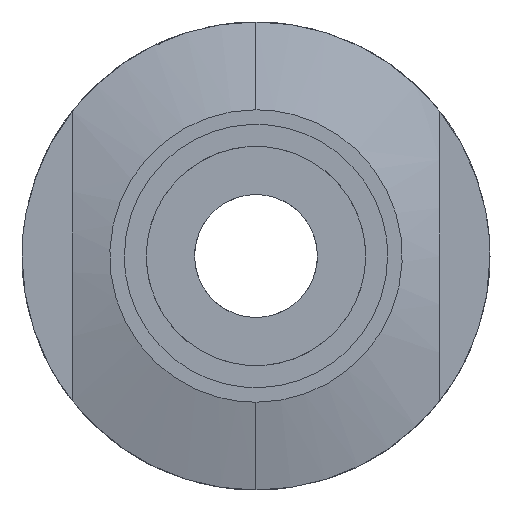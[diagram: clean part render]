
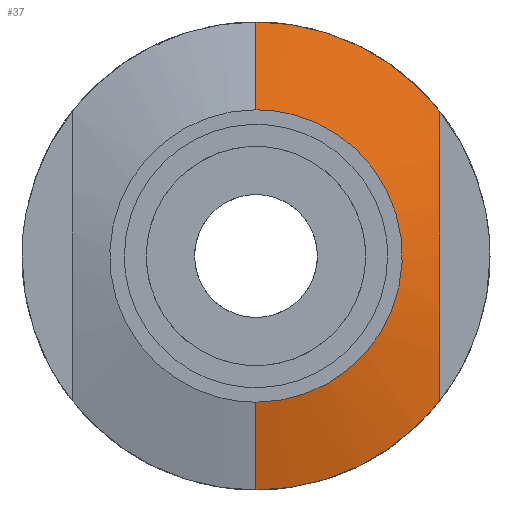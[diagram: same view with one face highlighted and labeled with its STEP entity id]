
A CAD part, front view. The second image highlights one B-rep face of the part: STEP entity #37.
In plain terms, the highlighted free-form (B-spline) face has degree [1, 3] with [2, 4] control points.
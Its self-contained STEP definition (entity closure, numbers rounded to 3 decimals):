
#37=ADVANCED_FACE('',(#182),#2306,.T.);
#182=FACE_OUTER_BOUND('',#327,.T.);
#327=EDGE_LOOP('',(#504,#505,#506,#507,#508,#509));
#504=ORIENTED_EDGE('',*,*,#1251,.F.);
#505=ORIENTED_EDGE('',*,*,#1249,.T.);
#506=ORIENTED_EDGE('',*,*,#1252,.F.);
#507=ORIENTED_EDGE('',*,*,#1248,.F.);
#508=ORIENTED_EDGE('',*,*,#1253,.F.);
#509=ORIENTED_EDGE('',*,*,#1250,.F.);
#1248=EDGE_CURVE('',#1994,#1992,#1741,.T.);
#1249=EDGE_CURVE('',#1997,#1993,#1742,.T.);
#1250=EDGE_CURVE('',#1996,#1995,#1743,.T.);
#1251=EDGE_CURVE('',#1997,#1996,#1744,.T.);
#1252=EDGE_CURVE('',#1992,#1993,#1745,.T.);
#1253=EDGE_CURVE('',#1995,#1994,#1746,.T.);
#1741=B_SPLINE_CURVE_WITH_KNOTS('',3,(#5456,#5457,#5458,#5459,#5460,#5461,
#5462,#5463,#5464,#5465,#5466,#5467,#5468,#5469,#5470,#5471,#5472,#5473,
#5474,#5475),.UNSPECIFIED.,.F.,.F.,(4,2,2,2,2,2,2,2,2,4),(0.,0.125,0.188,
0.25,0.375,0.5,0.625,0.75,0.875,1.),.UNSPECIFIED.);
#1742=B_SPLINE_CURVE_WITH_KNOTS('',1,(#5476,#5477),.UNSPECIFIED.,.F.,.F.,
(2,2),(0.,1.),.UNSPECIFIED.);
#1743=B_SPLINE_CURVE_WITH_KNOTS('',1,(#5478,#5479),.UNSPECIFIED.,.F.,.F.,
(2,2),(0.,1.),.UNSPECIFIED.);
#1744=B_SPLINE_CURVE_WITH_KNOTS('',3,(#5480,#5481,#5482,#5483,#5484,#5485,
#5486,#5487,#5488,#5489),.UNSPECIFIED.,.F.,.F.,(4,2,2,2,4),(0.,0.25,0.5,
0.75,1.),.UNSPECIFIED.);
#1745=B_SPLINE_CURVE_WITH_KNOTS('',3,(#5490,#5491,#5492,#5493,#5494,#5495),
 .UNSPECIFIED.,.F.,.F.,(4,2,4),(0.,0.5,1.),.UNSPECIFIED.);
#1746=B_SPLINE_CURVE_WITH_KNOTS('',3,(#5496,#5497,#5498,#5499,#5500,#5501),
 .UNSPECIFIED.,.F.,.F.,(4,2,4),(0.,0.5,1.),.UNSPECIFIED.);
#1992=VERTEX_POINT('',#5110);
#1993=VERTEX_POINT('',#5111);
#1994=VERTEX_POINT('',#5112);
#1995=VERTEX_POINT('',#5113);
#1996=VERTEX_POINT('',#5114);
#1997=VERTEX_POINT('',#5115);
#2306=(
BOUNDED_SURFACE()
B_SPLINE_SURFACE(1,3,((#2603,#2604,#2605,#2606),(#2607,#2608,#2609,#2610)),
 .UNSPECIFIED.,.F.,.F.,.F.)
B_SPLINE_SURFACE_WITH_KNOTS((2,2),(4,4),(0.,1.),(0.,1.),.UNSPECIFIED.)
GEOMETRIC_REPRESENTATION_ITEM()
RATIONAL_B_SPLINE_SURFACE(((1.,0.333,0.333,1.),(1.,
0.333,0.333,1.)))
REPRESENTATION_ITEM('')
SURFACE()
);
#2603=CARTESIAN_POINT('',(120.206,0.967,8.));
#2604=CARTESIAN_POINT('',(136.206,0.967,8.));
#2605=CARTESIAN_POINT('',(136.206,0.967,-8.));
#2606=CARTESIAN_POINT('',(120.206,0.967,-8.));
#2607=CARTESIAN_POINT('',(120.206,0.164,5.));
#2608=CARTESIAN_POINT('',(130.206,0.164,5.));
#2609=CARTESIAN_POINT('',(130.206,0.164,-5.));
#2610=CARTESIAN_POINT('',(120.206,0.164,-5.));
#5110=CARTESIAN_POINT('',(126.486,0.967,-4.956));
#5111=CARTESIAN_POINT('',(120.206,0.967,-8.));
#5112=CARTESIAN_POINT('',(126.486,0.967,4.956));
#5113=CARTESIAN_POINT('',(120.206,0.967,8.));
#5114=CARTESIAN_POINT('',(120.206,0.164,5.));
#5115=CARTESIAN_POINT('',(120.206,0.164,-5.));
#5456=CARTESIAN_POINT('',(126.486,0.967,4.956));
#5457=CARTESIAN_POINT('',(126.486,0.899,4.545));
#5458=CARTESIAN_POINT('',(126.486,0.836,4.133));
#5459=CARTESIAN_POINT('',(126.486,0.751,3.513));
#5460=CARTESIAN_POINT('',(126.486,0.725,3.305));
#5461=CARTESIAN_POINT('',(126.486,0.676,2.891));
#5462=CARTESIAN_POINT('',(126.486,0.653,2.684));
#5463=CARTESIAN_POINT('',(126.486,0.592,2.062));
#5464=CARTESIAN_POINT('',(126.486,0.56,1.648));
#5465=CARTESIAN_POINT('',(126.486,0.517,0.821));
#5466=CARTESIAN_POINT('',(126.486,0.506,0.407));
#5467=CARTESIAN_POINT('',(126.486,0.507,-0.42));
#5468=CARTESIAN_POINT('',(126.486,0.518,-0.833));
#5469=CARTESIAN_POINT('',(126.486,0.561,-1.659));
#5470=CARTESIAN_POINT('',(126.486,0.593,-2.071));
#5471=CARTESIAN_POINT('',(126.486,0.674,-2.896));
#5472=CARTESIAN_POINT('',(126.486,0.723,-3.308));
#5473=CARTESIAN_POINT('',(126.486,0.836,-4.132));
#5474=CARTESIAN_POINT('',(126.486,0.899,-4.545));
#5475=CARTESIAN_POINT('',(126.486,0.967,-4.956));
#5476=CARTESIAN_POINT('',(120.206,0.164,-5.));
#5477=CARTESIAN_POINT('',(120.206,0.967,-8.));
#5478=CARTESIAN_POINT('',(120.206,0.164,5.));
#5479=CARTESIAN_POINT('',(120.206,0.967,8.));
#5480=CARTESIAN_POINT('',(120.206,0.164,-5.));
#5481=CARTESIAN_POINT('',(121.532,0.164,-5.));
#5482=CARTESIAN_POINT('',(122.804,0.164,-4.473));
#5483=CARTESIAN_POINT('',(124.679,0.164,-2.598));
#5484=CARTESIAN_POINT('',(125.206,0.164,-1.326));
#5485=CARTESIAN_POINT('',(125.206,0.164,1.326));
#5486=CARTESIAN_POINT('',(124.679,0.164,2.598));
#5487=CARTESIAN_POINT('',(122.804,0.164,4.473));
#5488=CARTESIAN_POINT('',(121.532,0.164,5.));
#5489=CARTESIAN_POINT('',(120.206,0.164,5.));
#5490=CARTESIAN_POINT('',(126.486,0.967,-4.956));
#5491=CARTESIAN_POINT('',(125.738,0.967,-5.905));
#5492=CARTESIAN_POINT('',(124.783,0.967,-6.672));
#5493=CARTESIAN_POINT('',(122.608,0.967,-7.726));
#5494=CARTESIAN_POINT('',(121.415,0.967,-8.));
#5495=CARTESIAN_POINT('',(120.206,0.967,-8.));
#5496=CARTESIAN_POINT('',(120.206,0.967,8.));
#5497=CARTESIAN_POINT('',(121.415,0.967,8.));
#5498=CARTESIAN_POINT('',(122.608,0.967,7.726));
#5499=CARTESIAN_POINT('',(124.783,0.967,6.672));
#5500=CARTESIAN_POINT('',(125.738,0.967,5.905));
#5501=CARTESIAN_POINT('',(126.486,0.967,4.956));
